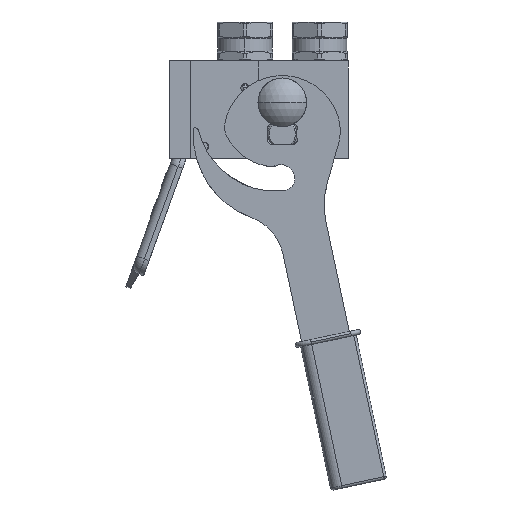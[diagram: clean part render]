
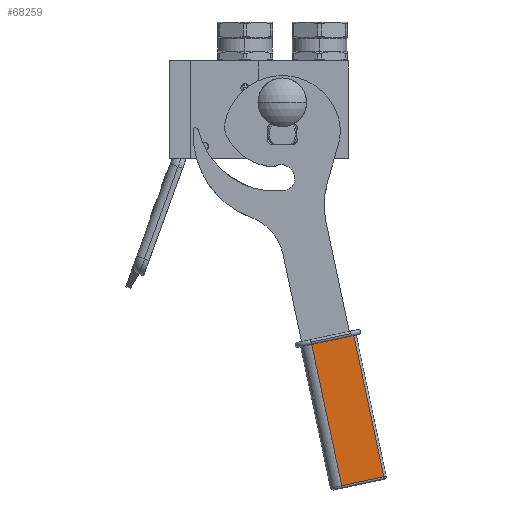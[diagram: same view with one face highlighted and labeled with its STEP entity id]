
A CAD part, front view. The second image highlights one B-rep face of the part: STEP entity #68259.
In plain terms, the highlighted face is planar.
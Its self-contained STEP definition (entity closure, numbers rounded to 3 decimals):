
#2559 = LINE ( 'NONE', #14772, #97230 ) ;
#4603 = ORIENTED_EDGE ( 'NONE', *, *, #40060, .T. ) ;
#8436 = VECTOR ( 'NONE', #110137, 1000. ) ;
#8559 = AXIS2_PLACEMENT_3D ( 'NONE', #103955, #9447, #103154 ) ;
#9447 = DIRECTION ( 'NONE',  ( 1., 0., 0. ) ) ;
#14021 = CARTESIAN_POINT ( 'NONE',  ( 8., 92., 16. ) ) ;
#14772 = CARTESIAN_POINT ( 'NONE',  ( 8., 3., -10.5 ) ) ;
#16524 = EDGE_CURVE ( 'NONE', #77440, #60882, #30329, .T. ) ;
#22204 = VERTEX_POINT ( 'NONE', #105780 ) ;
#24962 = DIRECTION ( 'NONE',  ( 0., 1., 0. ) ) ;
#26482 = CARTESIAN_POINT ( 'NONE',  ( 8., 3., 16. ) ) ;
#28862 = CARTESIAN_POINT ( 'NONE',  ( 8., 92., -10.5 ) ) ;
#30329 = LINE ( 'NONE', #72676, #8436 ) ;
#30737 = ORIENTED_EDGE ( 'NONE', *, *, #16524, .T. ) ;
#31652 = VECTOR ( 'NONE', #71803, 1000. ) ;
#31658 = VECTOR ( 'NONE', #95572, 1000. ) ;
#38762 = PLANE ( 'NONE',  #8559 ) ;
#40060 = EDGE_CURVE ( 'NONE', #60882, #22204, #56496, .T. ) ;
#41784 = ORIENTED_EDGE ( 'NONE', *, *, #90274, .F. ) ;
#56496 = LINE ( 'NONE', #61654, #31652 ) ;
#60232 = EDGE_CURVE ( 'NONE', #22204, #67810, #2559, .T. ) ;
#60882 = VERTEX_POINT ( 'NONE', #26482 ) ;
#61654 = CARTESIAN_POINT ( 'NONE',  ( 8., 3., 16. ) ) ;
#67810 = VERTEX_POINT ( 'NONE', #28862 ) ;
#68259 = ADVANCED_FACE ( 'NONE', ( #78787 ), #38762, .T. ) ;
#68695 = CARTESIAN_POINT ( 'NONE',  ( 8., 92., 16. ) ) ;
#71803 = DIRECTION ( 'NONE',  ( 0., 0., -1. ) ) ;
#72676 = CARTESIAN_POINT ( 'NONE',  ( 8., 92., 16. ) ) ;
#77440 = VERTEX_POINT ( 'NONE', #14021 ) ;
#78787 = FACE_OUTER_BOUND ( 'NONE', #119391, .T. ) ;
#90274 = EDGE_CURVE ( 'NONE', #77440, #67810, #110384, .T. ) ;
#91280 = ORIENTED_EDGE ( 'NONE', *, *, #60232, .T. ) ;
#95572 = DIRECTION ( 'NONE',  ( 0., 0., -1. ) ) ;
#97230 = VECTOR ( 'NONE', #24962, 1000. ) ;
#103154 = DIRECTION ( 'NONE',  ( 0., 0., -1. ) ) ;
#103955 = CARTESIAN_POINT ( 'NONE',  ( 8., 0., 17.5 ) ) ;
#105780 = CARTESIAN_POINT ( 'NONE',  ( 8., 3., -10.5 ) ) ;
#110137 = DIRECTION ( 'NONE',  ( 0., -1., 0. ) ) ;
#110384 = LINE ( 'NONE', #68695, #31658 ) ;
#119391 = EDGE_LOOP ( 'NONE', ( #41784, #30737, #4603, #91280 ) ) ;
